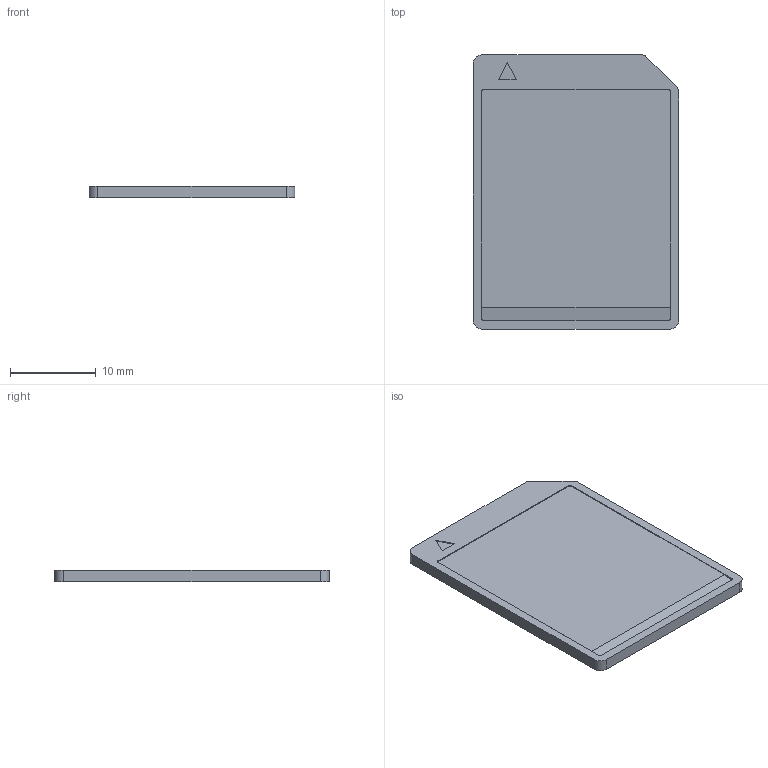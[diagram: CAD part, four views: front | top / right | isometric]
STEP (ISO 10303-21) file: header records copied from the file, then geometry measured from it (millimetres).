
FILE_DESCRIPTION(('FreeCAD Model'),'2;1');
FILE_NAME('SD_card.step' ,'2016-02-10T15:45:54',('Author'),(''), 'Open CASCADE STEP processor 6.8','FreeCAD','Unknown');
FILE_SCHEMA(('AUTOMOTIVE_DESIGN_CC2 { 1 2 10303 214 -1 1 5 4 }'));
Length unit declared in the file: millimetre
Products named in the file (1): Fillet002
Bounding box: 24 x 32 x 1.4 mm (x, y, z)
Volume: 995.2 mm3; surface area: 1693.4 mm2
Topology: 1 solids, 1 shells, 37 faces, 103 edges, 78 vertices
Faces by surface type: plane 28, cylinder 9
Entity records: 2861 total; most frequent: CARTESIAN_POINT 477, DIRECTION 395, LINE 271, VECTOR 271, ORIENTED_EDGE 206, PCURVE 206, DEFINITIONAL_REPRESENTATION 206, EDGE_CURVE 103
